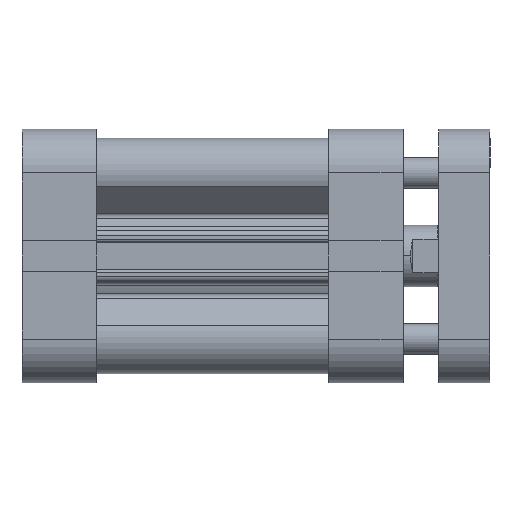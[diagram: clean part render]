
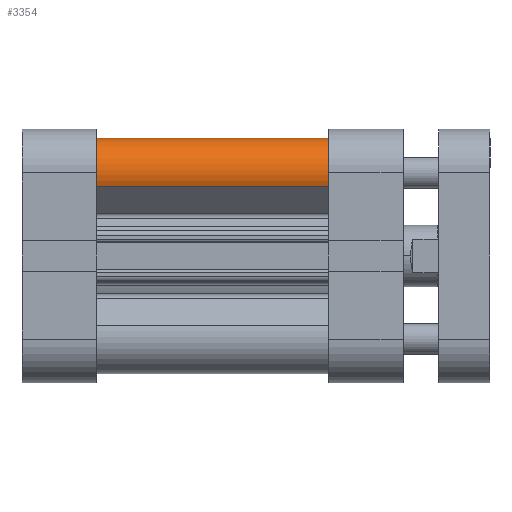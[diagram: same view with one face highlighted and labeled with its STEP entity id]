
A CAD part, front view. The second image highlights one B-rep face of the part: STEP entity #3354.
In plain terms, the highlighted cylindrical face has radius 6.75 mm (diameter 13.5 mm), a partial arc.
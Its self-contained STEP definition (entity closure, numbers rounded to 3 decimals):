
#3138 = EDGE_CURVE ( 'NONE', #7669, #7704, #9663, .T. ) ;
#3147 = EDGE_CURVE ( 'NONE', #7637, #7669, #9671, .T. ) ;
#3151 = EDGE_CURVE ( 'NONE', #7637, #7698, #9680, .T. ) ;
#3160 = EDGE_CURVE ( 'NONE', #7698, #7704, #9677, .T. ) ;
#3354 = ADVANCED_FACE ( 'NONE', ( #9958 ), #9959, .T. ) ;
#3813 = CARTESIAN_POINT ( 'NONE',  ( -23., -16.25, 45.5 ) ) ;
#3844 = CARTESIAN_POINT ( 'NONE',  ( -23., -16.25, 0. ) ) ;
#3873 = CARTESIAN_POINT ( 'NONE',  ( -13.633, -22.472, 45.5 ) ) ;
#3879 = CARTESIAN_POINT ( 'NONE',  ( -13.633, -22.472, 0. ) ) ;
#5611 = AXIS2_PLACEMENT_3D ( 'NONE', #8391, #8393, #8394 ) ;
#5621 = AXIS2_PLACEMENT_3D ( 'NONE', #8427, #8429, #8430 ) ;
#5774 = AXIS2_PLACEMENT_3D ( 'NONE', #10565, #10564, #10563 ) ;
#7637 = VERTEX_POINT ( 'NONE', #3813 ) ;
#7669 = VERTEX_POINT ( 'NONE', #3844 ) ;
#7698 = VERTEX_POINT ( 'NONE', #3873 ) ;
#7704 = VERTEX_POINT ( 'NONE', #3879 ) ;
#8391 = CARTESIAN_POINT ( 'NONE',  ( -16.25, -16.25, 0. ) ) ;
#8393 = DIRECTION ( 'NONE',  ( 0., 0., 1. ) ) ;
#8394 = DIRECTION ( 'NONE',  ( -1., 0., 0. ) ) ;
#8410 = CARTESIAN_POINT ( 'NONE',  ( -23., -16.25, 45.5 ) ) ;
#8418 = DIRECTION ( 'NONE',  ( 0., 0., -1. ) ) ;
#8427 = CARTESIAN_POINT ( 'NONE',  ( -16.25, -16.25, 45.5 ) ) ;
#8429 = DIRECTION ( 'NONE',  ( 0., 0., 1. ) ) ;
#8430 = DIRECTION ( 'NONE',  ( -1., 0., 0. ) ) ;
#8448 = CARTESIAN_POINT ( 'NONE',  ( -13.633, -22.472, 45.5 ) ) ;
#8452 = DIRECTION ( 'NONE',  ( 0., 0., -1. ) ) ;
#9042 = EDGE_LOOP ( 'NONE', ( #9474, #9088, #9111, #9067 ) ) ;
#9067 = ORIENTED_EDGE ( 'NONE', *, *, #3160, .F. ) ;
#9088 = ORIENTED_EDGE ( 'NONE', *, *, #3147, .T. ) ;
#9111 = ORIENTED_EDGE ( 'NONE', *, *, #3138, .T. ) ;
#9474 = ORIENTED_EDGE ( 'NONE', *, *, #3151, .F. ) ;
#9663 = CIRCLE ( 'NONE', #5611, 6.75 ) ;
#9666 = VECTOR ( 'NONE', #8418, 1000. ) ;
#9671 = LINE ( 'NONE', #8410, #9666 ) ;
#9677 = LINE ( 'NONE', #8448, #9693 ) ;
#9680 = CIRCLE ( 'NONE', #5621, 6.75 ) ;
#9693 = VECTOR ( 'NONE', #8452, 1000. ) ;
#9958 = FACE_OUTER_BOUND ( 'NONE', #9042, .T. ) ;
#9959 = CYLINDRICAL_SURFACE ( 'NONE', #5774, 6.75 ) ;
#10563 = DIRECTION ( 'NONE',  ( -1., 0., 0. ) ) ;
#10564 = DIRECTION ( 'NONE',  ( 0., 0., -1. ) ) ;
#10565 = CARTESIAN_POINT ( 'NONE',  ( -16.25, -16.25, 45.5 ) ) ;
